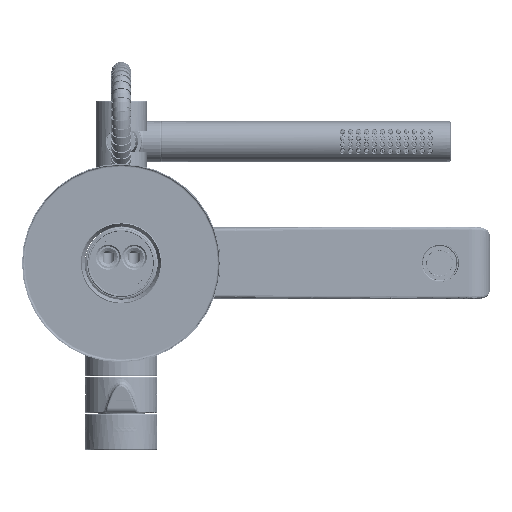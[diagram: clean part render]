
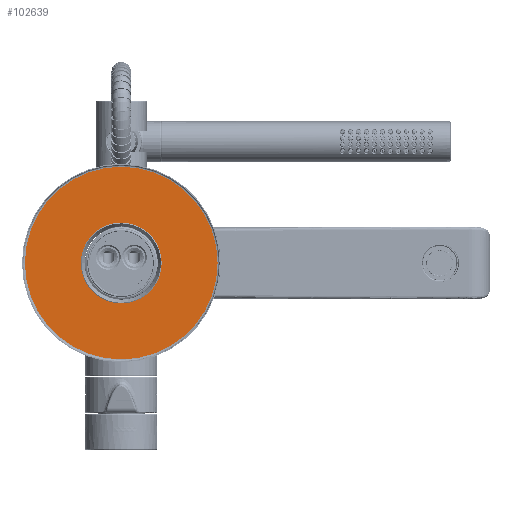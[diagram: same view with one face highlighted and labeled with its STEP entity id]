
A CAD part, front view. The second image highlights one B-rep face of the part: STEP entity #102639.
In plain terms, the highlighted planar face has unit normal (0, -1, 0).
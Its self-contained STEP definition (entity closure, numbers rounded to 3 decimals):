
#3891=FACE_BOUND('',#25112,.T.);
#5663=CIRCLE('',#109816,66.5);
#5664=CIRCLE('',#109817,66.5);
#5669=CIRCLE('',#109824,26.25);
#5670=CIRCLE('',#109825,26.25);
#16036=PLANE('',#109823);
#18810=FACE_OUTER_BOUND('',#25111,.T.);
#25111=EDGE_LOOP('',(#76142,#76143));
#25112=EDGE_LOOP('',(#76144,#76145));
#45276=VERTEX_POINT('',#182823);
#45277=VERTEX_POINT('',#182825);
#45281=VERTEX_POINT('',#182838);
#45282=VERTEX_POINT('',#182839);
#56846=EDGE_CURVE('',#45276,#45277,#5663,.T.);
#56847=EDGE_CURVE('',#45277,#45276,#5664,.T.);
#56853=EDGE_CURVE('',#45281,#45282,#5669,.T.);
#56854=EDGE_CURVE('',#45282,#45281,#5670,.T.);
#76142=ORIENTED_EDGE('',*,*,#56847,.F.);
#76143=ORIENTED_EDGE('',*,*,#56846,.F.);
#76144=ORIENTED_EDGE('',*,*,#56853,.F.);
#76145=ORIENTED_EDGE('',*,*,#56854,.F.);
#102639=ADVANCED_FACE('',(#18810,#3891),#16036,.T.);
#109816=AXIS2_PLACEMENT_3D('',#182826,#125809,#125810);
#109817=AXIS2_PLACEMENT_3D('',#182827,#125811,#125812);
#109823=AXIS2_PLACEMENT_3D('',#182837,#125824,#125825);
#109824=AXIS2_PLACEMENT_3D('',#182840,#125826,#125827);
#109825=AXIS2_PLACEMENT_3D('',#182841,#125828,#125829);
#125809=DIRECTION('center_axis',(0.,1.,0.));
#125810=DIRECTION('ref_axis',(-1.,0.,0.));
#125811=DIRECTION('center_axis',(0.,1.,0.));
#125812=DIRECTION('ref_axis',(-1.,0.,0.));
#125824=DIRECTION('center_axis',(0.,-1.,0.));
#125825=DIRECTION('ref_axis',(0.,0.,-1.));
#125826=DIRECTION('center_axis',(0.,-1.,0.));
#125827=DIRECTION('ref_axis',(1.,0.,0.));
#125828=DIRECTION('center_axis',(0.,-1.,0.));
#125829=DIRECTION('ref_axis',(1.,0.,0.));
#182823=CARTESIAN_POINT('',(0.,32.4,66.5));
#182825=CARTESIAN_POINT('',(66.5,32.4,0.));
#182826=CARTESIAN_POINT('Origin',(0.,32.4,0.));
#182827=CARTESIAN_POINT('Origin',(0.,32.4,0.));
#182837=CARTESIAN_POINT('Origin',(47.075,32.4,0.));
#182838=CARTESIAN_POINT('',(26.25,32.4,0.));
#182839=CARTESIAN_POINT('',(0.,32.4,26.25));
#182840=CARTESIAN_POINT('Origin',(0.,32.4,0.));
#182841=CARTESIAN_POINT('Origin',(0.,32.4,0.));
